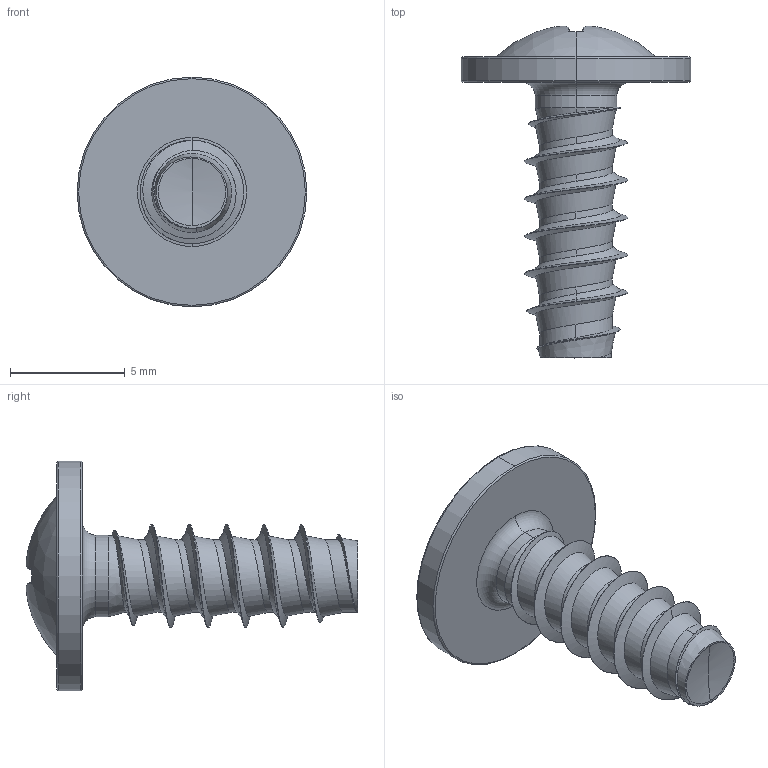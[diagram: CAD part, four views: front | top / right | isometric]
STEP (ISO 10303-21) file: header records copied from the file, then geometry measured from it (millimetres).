
FILE_DESCRIPTION (( 'STEP AP203' ), '1' );
FILE_NAME ('STP310450120.STEP', '2017-08-15T13:23:59', ( '' ), ( '' ), 'SwSTEP 2.0', 'SolidWorks 2015', '' );
FILE_SCHEMA (( 'CONFIG_CONTROL_DESIGN' ));
Length unit declared in the file: millimetre
Products named in the file (1): STP310450120
Bounding box: 10 x 14.44 x 10 mm (x, y, z)
Volume: 219.7 mm3; surface area: 392.7 mm2
Topology: 1 solids, 1 shells, 182 faces, 411 edges, 232 vertices
Faces by surface type: bspline 51, cylinder 40, torus 30, sphere 28, plane 23, cone 10
Entity records: 17736 total; most frequent: CARTESIAN_POINT 13972, ORIENTED_EDGE 818, DIRECTION 732, EDGE_CURVE 409, AXIS2_PLACEMENT_3D 329, VERTEX_POINT 232, CIRCLE 197, EDGE_LOOP 185
